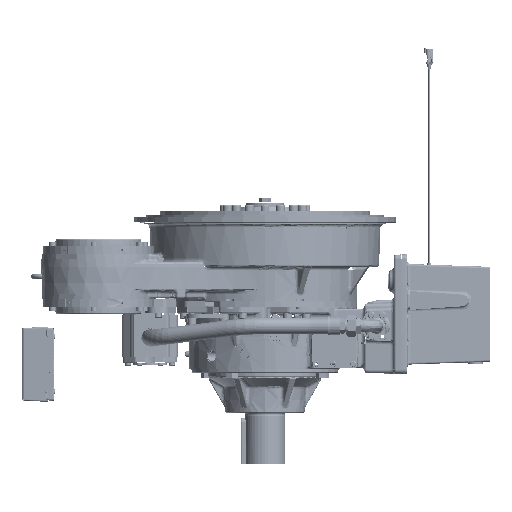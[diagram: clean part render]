
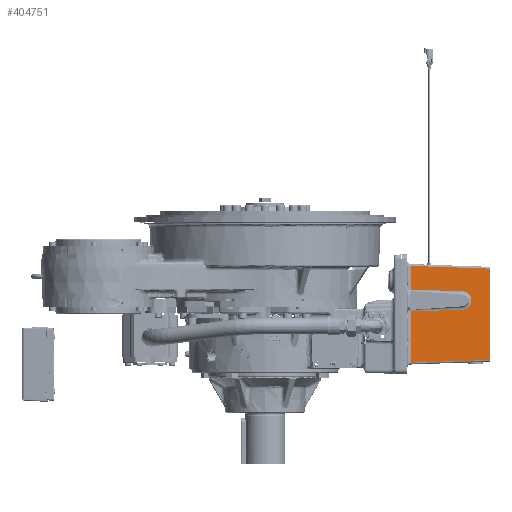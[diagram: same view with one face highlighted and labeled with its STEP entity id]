
A CAD part, left-side view. The second image highlights one B-rep face of the part: STEP entity #404751.
In plain terms, the highlighted planar face has unit normal (-0.999, -0.035, 0).
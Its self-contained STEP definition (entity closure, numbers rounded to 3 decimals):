
#2797 = DIRECTION ( 'NONE',  ( -0.999, -0.035, 0. ) ) ;
#4326 = VERTEX_POINT ( 'NONE', #513185 ) ;
#21576 = CARTESIAN_POINT ( 'NONE',  ( -248.965, -395.851, -101.7 ) ) ;
#31843 = VECTOR ( 'NONE', #608364, 1000. ) ;
#43581 = ORIENTED_EDGE ( 'NONE', *, *, #565225, .T. ) ;
#44522 = DIRECTION ( 'NONE',  ( -0.035, 0.999, -0.035 ) ) ;
#47392 = CARTESIAN_POINT ( 'NONE',  ( -248.965, -395.851, -196.796 ) ) ;
#48591 = CARTESIAN_POINT ( 'NONE',  ( -243.203, -560.851, -240.943 ) ) ;
#57590 = EDGE_CURVE ( 'NONE', #126016, #303876, #159721, .T. ) ;
#58888 = VERTEX_POINT ( 'NONE', #556986 ) ;
#60167 = AXIS2_PLACEMENT_3D ( 'NONE', #542047, #2797, #434274 ) ;
#67511 =( BOUNDED_CURVE ( )  B_SPLINE_CURVE ( 3, ( #432407, #48591, #149948, #441748 ),
 .UNSPECIFIED., .F., .T. ) 
 B_SPLINE_CURVE_WITH_KNOTS ( ( 4, 4 ),
 ( 0., 1.536 ),
 .UNSPECIFIED. ) 
 CURVE ( )  GEOMETRIC_REPRESENTATION_ITEM ( )  RATIONAL_B_SPLINE_CURVE ( ( 1., 0.813, 0.813, 1. ) ) 
 REPRESENTATION_ITEM ( '' )  );
#87430 = LINE ( 'NONE', #90585, #624907 ) ;
#90585 = CARTESIAN_POINT ( 'NONE',  ( -250.036, -365.155, -131.66 ) ) ;
#109761 = VERTEX_POINT ( 'NONE', #296880 ) ;
#119743 = EDGE_LOOP ( 'NONE', ( #573578, #325749, #498682, #264942, #43581, #328779, #349145, #192697, #322565 ) ) ;
#125087 = EDGE_CURVE ( 'NONE', #436570, #109761, #355391, .T. ) ;
#126016 = VERTEX_POINT ( 'NONE', #195695 ) ;
#142398 = EDGE_CURVE ( 'NONE', #58888, #126016, #336189, .T. ) ;
#142992 = CARTESIAN_POINT ( 'NONE',  ( -244.045, -536.723, -201.715 ) ) ;
#147760 = CARTESIAN_POINT ( 'NONE',  ( -241.444, -611.2, -101.7 ) ) ;
#149221 = CARTESIAN_POINT ( 'NONE',  ( -243.548, -550.957, -202.212 ) ) ;
#149948 = CARTESIAN_POINT ( 'NONE',  ( -243.548, -550.957, -251.188 ) ) ;
#159721 = LINE ( 'NONE', #581953, #420474 ) ;
#192697 = ORIENTED_EDGE ( 'NONE', *, *, #57590, .T. ) ;
#195477 = LINE ( 'NONE', #147760, #556027 ) ;
#195695 = CARTESIAN_POINT ( 'NONE',  ( -248.965, -395.851, -256.604 ) ) ;
#208025 = LINE ( 'NONE', #594986, #279666 ) ;
#214173 = DIRECTION ( 'NONE',  ( 0., 0., -1. ) ) ;
#218213 = VERTEX_POINT ( 'NONE', #344558 ) ;
#220723 = EDGE_CURVE ( 'NONE', #224797, #436570, #456074, .T. ) ;
#224797 = VERTEX_POINT ( 'NONE', #572900 ) ;
#236071 = EDGE_CURVE ( 'NONE', #303876, #218213, #208025, .T. ) ;
#258637 = DIRECTION ( 'NONE',  ( 0.035, -0.999, 0.035 ) ) ;
#264942 = ORIENTED_EDGE ( 'NONE', *, *, #125087, .T. ) ;
#279666 = VECTOR ( 'NONE', #258637, 1000. ) ;
#290330 = EDGE_CURVE ( 'NONE', #331907, #218213, #195477, .T. ) ;
#291967 = CARTESIAN_POINT ( 'NONE',  ( -243.203, -560.851, -212.457 ) ) ;
#293108 = DIRECTION ( 'NONE',  ( 0., 0., -1. ) ) ;
#296880 = CARTESIAN_POINT ( 'NONE',  ( -244.045, -536.723, -201.715 ) ) ;
#297684 = FACE_OUTER_BOUND ( 'NONE', #119743, .T. ) ;
#303876 = VERTEX_POINT ( 'NONE', #517256 ) ;
#322565 = ORIENTED_EDGE ( 'NONE', *, *, #236071, .T. ) ;
#323984 = EDGE_CURVE ( 'NONE', #4326, #58888, #67511, .T. ) ;
#325749 = ORIENTED_EDGE ( 'NONE', *, *, #461458, .T. ) ;
#328779 = ORIENTED_EDGE ( 'NONE', *, *, #323984, .T. ) ;
#331907 = VERTEX_POINT ( 'NONE', #409769 ) ;
#333306 = CARTESIAN_POINT ( 'NONE',  ( -243.203, -560.851, -226.7 ) ) ;
#336189 = LINE ( 'NONE', #479059, #363269 ) ;
#344558 = CARTESIAN_POINT ( 'NONE',  ( -241.444, -611.2, -388.147 ) ) ;
#349145 = ORIENTED_EDGE ( 'NONE', *, *, #142398, .T. ) ;
#355391 = LINE ( 'NONE', #358480, #360756 ) ;
#358480 = CARTESIAN_POINT ( 'NONE',  ( -244.033, -537.072, -201.727 ) ) ;
#360756 = VECTOR ( 'NONE', #504559, 1000. ) ;
#363269 = VECTOR ( 'NONE', #44522, 1000. ) ;
#376077 = DIRECTION ( 'NONE',  ( -0.035, 0.999, 0.035 ) ) ;
#404751 = ADVANCED_FACE ( 'NONE', ( #297684 ), #589665, .T. ) ;
#409769 = CARTESIAN_POINT ( 'NONE',  ( -241.444, -611.2, -140.253 ) ) ;
#420474 = VECTOR ( 'NONE', #293108, 1000. ) ;
#432407 = CARTESIAN_POINT ( 'NONE',  ( -243.203, -560.851, -226.7 ) ) ;
#434274 = DIRECTION ( 'NONE',  ( 0.035, -0.999, 0. ) ) ;
#436570 = VERTEX_POINT ( 'NONE', #47392 ) ;
#439275 =( BOUNDED_CURVE ( )  B_SPLINE_CURVE ( 3, ( #142992, #149221, #291967, #333306 ),
 .UNSPECIFIED., .F., .F. ) 
 B_SPLINE_CURVE_WITH_KNOTS ( ( 4, 4 ),
 ( 4.747, 6.283 ),
 .UNSPECIFIED. ) 
 CURVE ( )  GEOMETRIC_REPRESENTATION_ITEM ( )  RATIONAL_B_SPLINE_CURVE ( ( 1., 0.813, 0.813, 1. ) ) 
 REPRESENTATION_ITEM ( '' )  );
#441748 = CARTESIAN_POINT ( 'NONE',  ( -244.045, -536.723, -251.685 ) ) ;
#456074 = LINE ( 'NONE', #21576, #31843 ) ;
#461458 = EDGE_CURVE ( 'NONE', #331907, #224797, #87430, .T. ) ;
#479059 = CARTESIAN_POINT ( 'NONE',  ( -249.289, -386.548, -256.929 ) ) ;
#498682 = ORIENTED_EDGE ( 'NONE', *, *, #220723, .T. ) ;
#504559 = DIRECTION ( 'NONE',  ( 0.035, -0.999, -0.035 ) ) ;
#513185 = CARTESIAN_POINT ( 'NONE',  ( -243.203, -560.851, -226.7 ) ) ;
#517256 = CARTESIAN_POINT ( 'NONE',  ( -248.965, -395.851, -395.668 ) ) ;
#542047 = CARTESIAN_POINT ( 'NONE',  ( -250., -366.2, -101.7 ) ) ;
#556027 = VECTOR ( 'NONE', #214173, 1000. ) ;
#556986 = CARTESIAN_POINT ( 'NONE',  ( -244.045, -536.723, -251.685 ) ) ;
#565225 = EDGE_CURVE ( 'NONE', #109761, #4326, #439275, .T. ) ;
#572900 = CARTESIAN_POINT ( 'NONE',  ( -248.965, -395.851, -132.732 ) ) ;
#573578 = ORIENTED_EDGE ( 'NONE', *, *, #290330, .F. ) ;
#581953 = CARTESIAN_POINT ( 'NONE',  ( -248.965, -395.851, -101.7 ) ) ;
#589665 = PLANE ( 'NONE',  #60167 ) ;
#594986 = CARTESIAN_POINT ( 'NONE',  ( -249.641, -376.477, -396.344 ) ) ;
#608364 = DIRECTION ( 'NONE',  ( 0., 0., -1. ) ) ;
#624907 = VECTOR ( 'NONE', #376077, 1000. ) ;
